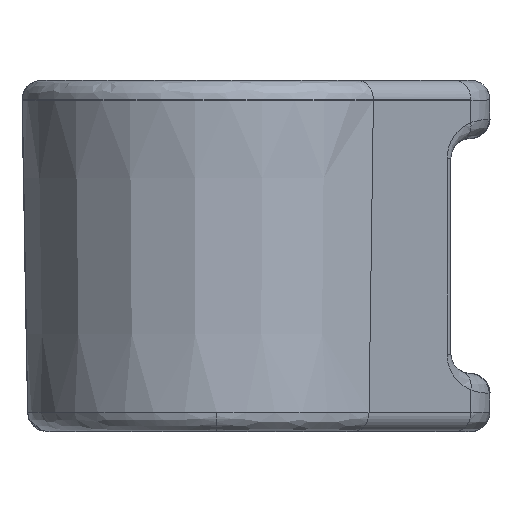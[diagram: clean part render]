
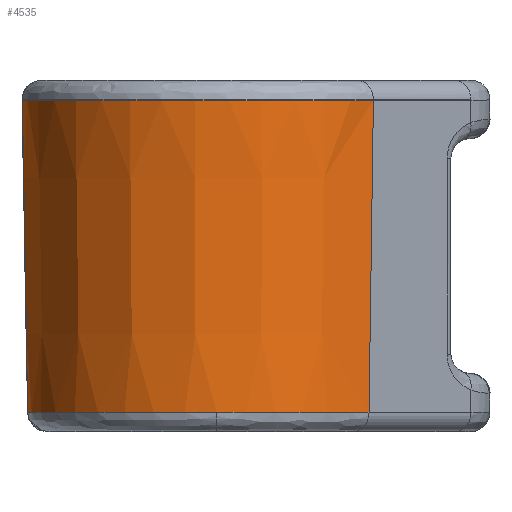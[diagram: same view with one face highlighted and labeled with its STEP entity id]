
A CAD part, left-side view. The second image highlights one B-rep face of the part: STEP entity #4535.
In plain terms, the highlighted conical face has half-angle 1 degrees and reference radius 9.982 mm.
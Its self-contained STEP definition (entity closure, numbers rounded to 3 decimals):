
#2313 = VERTEX_POINT('',#2314);
#2314 = CARTESIAN_POINT('',(-93.438,-8.024,
    7.983));
#2445 = VERTEX_POINT('',#2446);
#2446 = CARTESIAN_POINT('',(-81.562,8.024,7.983
    ));
#2471 = EDGE_CURVE('',#2445,#2313,#2472,.T.);
#2472 = CIRCLE('',#2473,9.982);
#2473 = AXIS2_PLACEMENT_3D('',#2474,#2475,#2476);
#2474 = CARTESIAN_POINT('',(-87.5,0.,7.983));
#2475 = DIRECTION('',(0.,0.,1.));
#2476 = DIRECTION('',(1.,0.,0.));
#4036 = VERTEX_POINT('',#4037);
#4037 = CARTESIAN_POINT('',(-93.272,-7.8,
    -8.017));
#4147 = EDGE_CURVE('',#2313,#4036,#4148,.T.);
#4148 = LINE('',#4149,#4150);
#4149 = CARTESIAN_POINT('',(-93.448,-8.039,9.));
#4150 = VECTOR('',#4151,1.);
#4151 = DIRECTION('',(0.01,0.014,
    -1.));
#4376 = VERTEX_POINT('',#4377);
#4377 = CARTESIAN_POINT('',(-81.728,7.8,
    -8.017));
#4383 = EDGE_CURVE('',#2445,#4376,#4384,.T.);
#4384 = LINE('',#4385,#4386);
#4385 = CARTESIAN_POINT('',(-81.645,7.912,
    -0.017));
#4386 = VECTOR('',#4387,1.);
#4387 = DIRECTION('',(-0.01,-0.014,
    -1.));
#4535 = ADVANCED_FACE('',(#4536),#4557,.T.);
#4536 = FACE_BOUND('',#4537,.T.);
#4537 = EDGE_LOOP('',(#4538,#4539,#4540,#4549,#4556));
#4538 = ORIENTED_EDGE('',*,*,#2471,.F.);
#4539 = ORIENTED_EDGE('',*,*,#4383,.T.);
#4540 = ORIENTED_EDGE('',*,*,#4541,.T.);
#4541 = EDGE_CURVE('',#4376,#4542,#4544,.T.);
#4542 = VERTEX_POINT('',#4543);
#4543 = CARTESIAN_POINT('',(-97.203,0.,-8.017));
#4544 = CIRCLE('',#4545,9.703);
#4545 = AXIS2_PLACEMENT_3D('',#4546,#4547,#4548);
#4546 = CARTESIAN_POINT('',(-87.5,0.,-8.017));
#4547 = DIRECTION('',(0.,0.,1.));
#4548 = DIRECTION('',(1.,0.,0.));
#4549 = ORIENTED_EDGE('',*,*,#4550,.T.);
#4550 = EDGE_CURVE('',#4542,#4036,#4551,.T.);
#4551 = CIRCLE('',#4552,9.703);
#4552 = AXIS2_PLACEMENT_3D('',#4553,#4554,#4555);
#4553 = CARTESIAN_POINT('',(-87.5,0.,-8.017));
#4554 = DIRECTION('',(0.,0.,1.));
#4555 = DIRECTION('',(1.,0.,0.));
#4556 = ORIENTED_EDGE('',*,*,#4147,.F.);
#4557 = CONICAL_SURFACE('',#4558,9.982,0.017);
#4558 = AXIS2_PLACEMENT_3D('',#4559,#4560,#4561);
#4559 = CARTESIAN_POINT('',(-87.5,0.,7.983));
#4560 = DIRECTION('',(0.,0.,1.));
#4561 = DIRECTION('',(1.,0.,0.));
